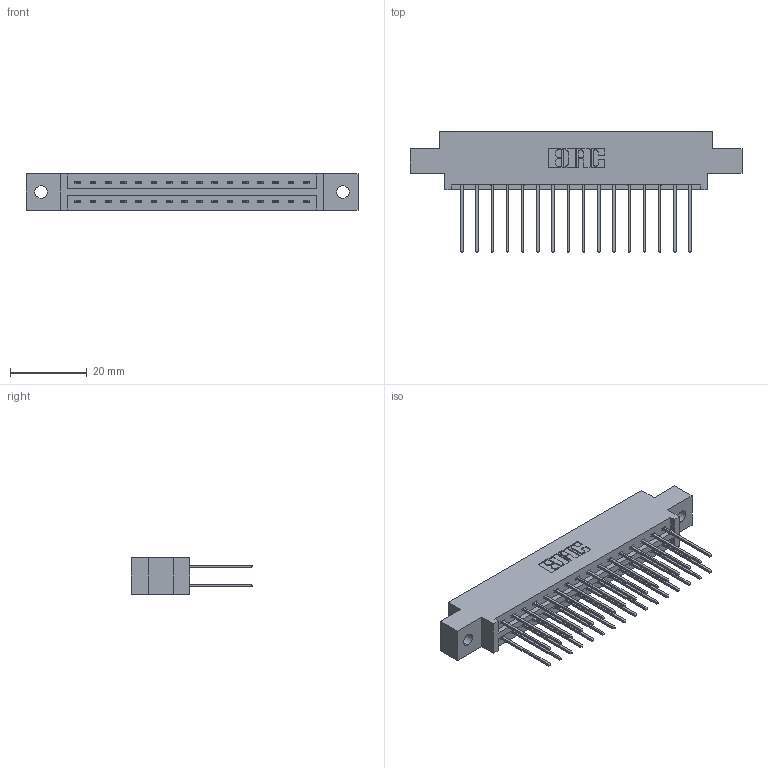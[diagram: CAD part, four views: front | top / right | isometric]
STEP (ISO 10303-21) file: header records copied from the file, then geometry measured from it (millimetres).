
FILE_DESCRIPTION (( 'STEP AP203' ), '1' );
FILE_NAME ('337-032-542-802.STEP', '2019-10-11T00:53:16', ( '' ), ( '' ), 'SwSTEP 2.0', 'SolidWorks 2016', '' );
FILE_SCHEMA (( 'CONFIG_CONTROL_DESIGN' ));
Length unit declared in the file: inch
Products named in the file (3): 337 Part_0.170 Offset - 0.128 Dia; 345-292-001_345-293-142; 337-032-542-802
Assembly tree (33 placements, depth 2):
  337-032-542-802
    337 Part_0.170 Offset - 0.128 Dia
    345-292-001_345-293-142  x32
Bounding box: 86.41 x 31.63 x 9.4 mm (x, y, z)
Volume: 8755.6 mm3; surface area: 10224.4 mm2
Topology: 33 solids, 33 shells, 1846 faces, 5475 edges, 3606 vertices
Faces by surface type: plane 1290, cylinder 556
Entity records: 15921 total; most frequent: CARTESIAN_POINT 2706, ORIENTED_EDGE 2642, DIRECTION 2349, EDGE_CURVE 1321, LINE 1193, VECTOR 1193, VERTEX_POINT 878, AXIS2_PLACEMENT_3D 578
